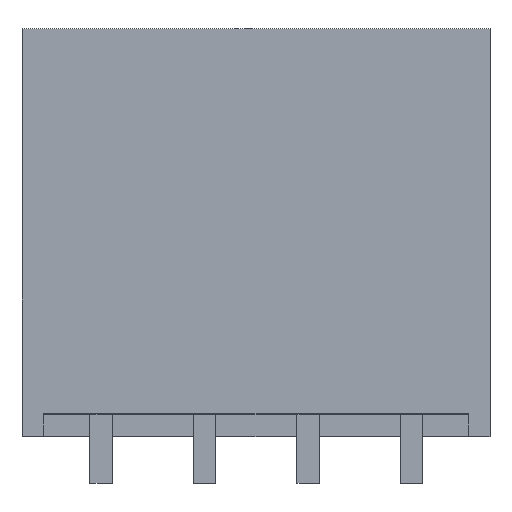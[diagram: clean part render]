
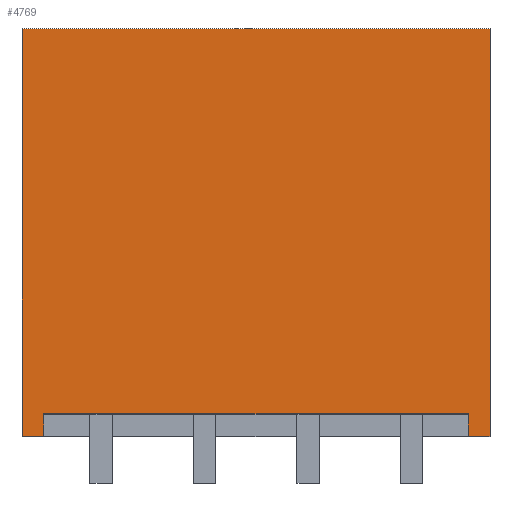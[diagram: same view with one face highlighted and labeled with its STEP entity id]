
A CAD part, top view. The second image highlights one B-rep face of the part: STEP entity #4769.
In plain terms, the highlighted planar face has unit normal (0, 0, 1).
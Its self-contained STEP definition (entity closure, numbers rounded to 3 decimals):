
#715 = CARTESIAN_POINT ( 'NONE',  ( 11.48, 0., 0. ) ) ;
#835 = VERTEX_POINT ( 'NONE', #17840 ) ;
#2108 = LINE ( 'NONE', #10634, #21399 ) ;
#2238 = LINE ( 'NONE', #8985, #2799 ) ;
#2785 = DIRECTION ( 'NONE',  ( 1., 0., 0. ) ) ;
#2799 = VECTOR ( 'NONE', #10768, 1000. ) ;
#3274 = EDGE_CURVE ( 'NONE', #8806, #11636, #5103, .T. ) ;
#3918 = VERTEX_POINT ( 'NONE', #715 ) ;
#4047 = CARTESIAN_POINT ( 'NONE',  ( 11.48, 10., 0. ) ) ;
#4131 = LINE ( 'NONE', #14164, #6876 ) ;
#4357 = CARTESIAN_POINT ( 'NONE',  ( 0.54, 0., 0. ) ) ;
#4722 = CARTESIAN_POINT ( 'NONE',  ( 0., 10., 0. ) ) ;
#4769 = ADVANCED_FACE ( 'NONE', ( #8216 ), #9999, .F. ) ;
#5103 = LINE ( 'NONE', #13541, #10252 ) ;
#5133 = EDGE_CURVE ( 'NONE', #17059, #835, #2108, .T. ) ;
#5956 = ORIENTED_EDGE ( 'NONE', *, *, #14152, .F. ) ;
#6876 = VECTOR ( 'NONE', #15864, 1000. ) ;
#7732 = DIRECTION ( 'NONE',  ( 0., -1., 0. ) ) ;
#7888 = EDGE_CURVE ( 'NONE', #16821, #3918, #4131, .T. ) ;
#8216 = FACE_OUTER_BOUND ( 'NONE', #13131, .T. ) ;
#8308 = ORIENTED_EDGE ( 'NONE', *, *, #14434, .T. ) ;
#8323 = EDGE_CURVE ( 'NONE', #18144, #8806, #19331, .T. ) ;
#8589 = DIRECTION ( 'NONE',  ( 1., 0., 0. ) ) ;
#8806 = VERTEX_POINT ( 'NONE', #15172 ) ;
#8871 = VECTOR ( 'NONE', #2785, 1000. ) ;
#8965 = LINE ( 'NONE', #19334, #18314 ) ;
#8985 = CARTESIAN_POINT ( 'NONE',  ( 0., 0., 0. ) ) ;
#9209 = ORIENTED_EDGE ( 'NONE', *, *, #3274, .T. ) ;
#9764 = ORIENTED_EDGE ( 'NONE', *, *, #13020, .F. ) ;
#9999 = PLANE ( 'NONE',  #19989 ) ;
#10252 = VECTOR ( 'NONE', #8589, 1000. ) ;
#10634 = CARTESIAN_POINT ( 'NONE',  ( 10.94, 0.55, 0. ) ) ;
#10732 = ORIENTED_EDGE ( 'NONE', *, *, #8323, .T. ) ;
#10768 = DIRECTION ( 'NONE',  ( 1., 0., 0. ) ) ;
#10860 = DIRECTION ( 'NONE',  ( 0., -1., 0. ) ) ;
#11338 = CARTESIAN_POINT ( 'NONE',  ( 0., 10., 0. ) ) ;
#11636 = VERTEX_POINT ( 'NONE', #4357 ) ;
#12184 = VERTEX_POINT ( 'NONE', #17800 ) ;
#12666 = CARTESIAN_POINT ( 'NONE',  ( 0., 10., 0. ) ) ;
#12771 = CARTESIAN_POINT ( 'NONE',  ( 10.94, 0.55, 0. ) ) ;
#13020 = EDGE_CURVE ( 'NONE', #12184, #17059, #17277, .T. ) ;
#13131 = EDGE_LOOP ( 'NONE', ( #9209, #20836, #16899, #9764, #8308, #13332, #5956, #10732 ) ) ;
#13332 = ORIENTED_EDGE ( 'NONE', *, *, #7888, .F. ) ;
#13541 = CARTESIAN_POINT ( 'NONE',  ( 0., 0., 0. ) ) ;
#14152 = EDGE_CURVE ( 'NONE', #18144, #16821, #17910, .T. ) ;
#14164 = CARTESIAN_POINT ( 'NONE',  ( 11.48, 10., 0. ) ) ;
#14434 = EDGE_CURVE ( 'NONE', #12184, #3918, #2238, .T. ) ;
#14857 = DIRECTION ( 'NONE',  ( 0., 0., -1. ) ) ;
#15172 = CARTESIAN_POINT ( 'NONE',  ( 0., 0., 0. ) ) ;
#15864 = DIRECTION ( 'NONE',  ( 0., -1., 0. ) ) ;
#16249 = VECTOR ( 'NONE', #10860, 1000. ) ;
#16439 = CARTESIAN_POINT ( 'NONE',  ( 0., 10., 0. ) ) ;
#16821 = VERTEX_POINT ( 'NONE', #4047 ) ;
#16899 = ORIENTED_EDGE ( 'NONE', *, *, #5133, .F. ) ;
#17059 = VERTEX_POINT ( 'NONE', #12771 ) ;
#17165 = DIRECTION ( 'NONE',  ( 0., 1., 0. ) ) ;
#17277 = LINE ( 'NONE', #22246, #20750 ) ;
#17538 = DIRECTION ( 'NONE',  ( -1., 0., 0. ) ) ;
#17800 = CARTESIAN_POINT ( 'NONE',  ( 10.94, 0., 0. ) ) ;
#17840 = CARTESIAN_POINT ( 'NONE',  ( 0.54, 0.55, 0. ) ) ;
#17910 = LINE ( 'NONE', #11338, #8871 ) ;
#18144 = VERTEX_POINT ( 'NONE', #16439 ) ;
#18314 = VECTOR ( 'NONE', #7732, 1000. ) ;
#18697 = DIRECTION ( 'NONE',  ( -1., 0., 0. ) ) ;
#19331 = LINE ( 'NONE', #12666, #16249 ) ;
#19334 = CARTESIAN_POINT ( 'NONE',  ( 0.54, 0.55, 0. ) ) ;
#19989 = AXIS2_PLACEMENT_3D ( 'NONE', #4722, #14857, #18697 ) ;
#20580 = EDGE_CURVE ( 'NONE', #835, #11636, #8965, .T. ) ;
#20750 = VECTOR ( 'NONE', #17165, 1000. ) ;
#20836 = ORIENTED_EDGE ( 'NONE', *, *, #20580, .F. ) ;
#21399 = VECTOR ( 'NONE', #17538, 1000. ) ;
#22246 = CARTESIAN_POINT ( 'NONE',  ( 10.94, 0.55, 0. ) ) ;
